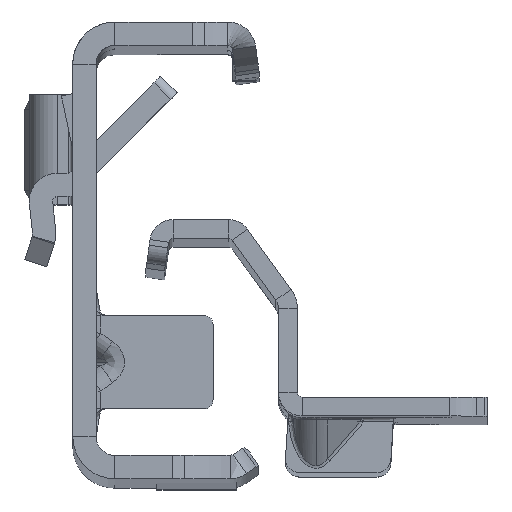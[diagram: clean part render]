
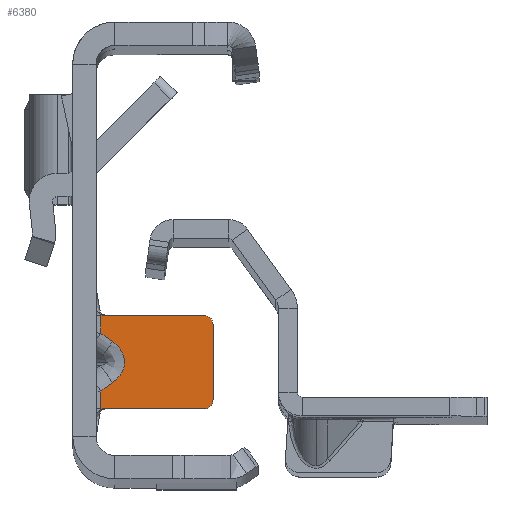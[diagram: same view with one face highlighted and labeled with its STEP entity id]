
A CAD part, top view. The second image highlights one B-rep face of the part: STEP entity #6380.
In plain terms, the highlighted planar face has unit normal (0, 0, 1).
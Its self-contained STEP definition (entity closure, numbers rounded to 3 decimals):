
#364 = LINE ( 'NONE', #6163, #5985 ) ;
#415 = CARTESIAN_POINT ( 'NONE',  ( 2.624, -12.179, -541.5 ) ) ;
#635 = LINE ( 'NONE', #6450, #3688 ) ;
#818 = EDGE_CURVE ( 'NONE', #7554, #13095, #7045, .T. ) ;
#911 = CARTESIAN_POINT ( 'NONE',  ( 1.757, -8.408, -541.5 ) ) ;
#1377 = CARTESIAN_POINT ( 'NONE',  ( 12.5, -6.6, -541.5 ) ) ;
#1722 = ORIENTED_EDGE ( 'NONE', *, *, #11916, .T. ) ;
#1820 = DIRECTION ( 'NONE',  ( 0., -1., 0. ) ) ;
#1949 = CARTESIAN_POINT ( 'NONE',  ( 1.757, -12.792, -541.5 ) ) ;
#1953 = EDGE_CURVE ( 'NONE', #16859, #4637, #14481, .T. ) ;
#2153 = AXIS2_PLACEMENT_3D ( 'NONE', #12242, #16535, #18059 ) ;
#2191 = EDGE_CURVE ( 'NONE', #7173, #9870, #3578, .T. ) ;
#2210 = ORIENTED_EDGE ( 'NONE', *, *, #18512, .F. ) ;
#2347 = CARTESIAN_POINT ( 'NONE',  ( 0.5, 22.3, -541.5 ) ) ;
#2524 = ORIENTED_EDGE ( 'NONE', *, *, #1953, .T. ) ;
#2845 = ORIENTED_EDGE ( 'NONE', *, *, #18431, .T. ) ;
#3578 = LINE ( 'NONE', #8020, #11982 ) ;
#3688 = VECTOR ( 'NONE', #8151, 1000. ) ;
#3824 = AXIS2_PLACEMENT_3D ( 'NONE', #18060, #9035, #1820 ) ;
#3917 = VERTEX_POINT ( 'NONE', #10074 ) ;
#4072 =( BOUNDED_CURVE ( )  B_SPLINE_CURVE ( 3, ( #9847, #12779, #5374, #911 ),
 .UNSPECIFIED., .F., .F. ) 
 B_SPLINE_CURVE_WITH_KNOTS ( ( 4, 4 ),
 ( 2.356, 3.927 ),
 .UNSPECIFIED. ) 
 CURVE ( )  GEOMETRIC_REPRESENTATION_ITEM ( )  RATIONAL_B_SPLINE_CURVE ( ( 1., 0.805, 0.805, 1. ) ) 
 REPRESENTATION_ITEM ( '' )  );
#4178 = EDGE_LOOP ( 'NONE', ( #13327, #8367, #11658, #8117, #9378, #1722, #2845, #2524, #12073, #15570, #13416, #2210 ) ) ;
#4328 = EDGE_CURVE ( 'NONE', #10959, #12322, #12003, .T. ) ;
#4637 = VERTEX_POINT ( 'NONE', #9738 ) ;
#5022 = CARTESIAN_POINT ( 'NONE',  ( -1.826, -5.6, -541.5 ) ) ;
#5374 = CARTESIAN_POINT ( 'NONE',  ( 3.573, -9.692, -541.5 ) ) ;
#5749 = VERTEX_POINT ( 'NONE', #6624 ) ;
#5787 = DIRECTION ( 'NONE',  ( -1., 0., 0. ) ) ;
#5881 = CARTESIAN_POINT ( 'NONE',  ( 1.367, -8.131, -541.5 ) ) ;
#5985 = VECTOR ( 'NONE', #14888, 1000. ) ;
#6163 = CARTESIAN_POINT ( 'NONE',  ( -1.826, -15.6, -541.5 ) ) ;
#6225 = CARTESIAN_POINT ( 'NONE',  ( 11.5, -5.6, -541.5 ) ) ;
#6245 = VECTOR ( 'NONE', #9256, 1000. ) ;
#6290 = VECTOR ( 'NONE', #18597, 1000. ) ;
#6380 = ADVANCED_FACE ( 'NONE', ( #13592 ), #6388, .F. ) ;
#6388 = PLANE ( 'NONE',  #9005 ) ;
#6450 = CARTESIAN_POINT ( 'NONE',  ( 0.5, 22.3, -541.5 ) ) ;
#6624 = CARTESIAN_POINT ( 'NONE',  ( 1.757, -8.408, -541.5 ) ) ;
#6832 = EDGE_CURVE ( 'NONE', #7173, #10959, #15346, .T. ) ;
#7045 = LINE ( 'NONE', #17382, #17816 ) ;
#7173 = VERTEX_POINT ( 'NONE', #13999 ) ;
#7232 = LINE ( 'NONE', #5881, #14447 ) ;
#7554 = VERTEX_POINT ( 'NONE', #10277 ) ;
#8020 = CARTESIAN_POINT ( 'NONE',  ( -1.826, -15.6, -541.5 ) ) ;
#8117 = ORIENTED_EDGE ( 'NONE', *, *, #6832, .F. ) ;
#8151 = DIRECTION ( 'NONE',  ( 0., 1., 0. ) ) ;
#8367 = ORIENTED_EDGE ( 'NONE', *, *, #17081, .F. ) ;
#8922 = DIRECTION ( 'NONE',  ( -0.816, 0.577, 0. ) ) ;
#9005 = AXIS2_PLACEMENT_3D ( 'NONE', #9317, #14907, #16453 ) ;
#9035 = DIRECTION ( 'NONE',  ( 0., 0., 1. ) ) ;
#9133 = LINE ( 'NONE', #5022, #11531 ) ;
#9170 = VERTEX_POINT ( 'NONE', #10378 ) ;
#9256 = DIRECTION ( 'NONE',  ( 0.816, 0.577, 0. ) ) ;
#9271 = EDGE_CURVE ( 'NONE', #11059, #7554, #9133, .T. ) ;
#9317 = CARTESIAN_POINT ( 'NONE',  ( -37.326, 22.3, -541.5 ) ) ;
#9378 = ORIENTED_EDGE ( 'NONE', *, *, #2191, .T. ) ;
#9738 = CARTESIAN_POINT ( 'NONE',  ( 12.5, -6.6, -541.5 ) ) ;
#9847 = CARTESIAN_POINT ( 'NONE',  ( 1.757, -12.792, -541.5 ) ) ;
#9870 = VERTEX_POINT ( 'NONE', #15898 ) ;
#9878 = VECTOR ( 'NONE', #13072, 1000. ) ;
#10074 = CARTESIAN_POINT ( 'NONE',  ( 0.5, -7.519, -541.5 ) ) ;
#10277 = CARTESIAN_POINT ( 'NONE',  ( 0.708, -5.6, -541.5 ) ) ;
#10354 = EDGE_CURVE ( 'NONE', #4637, #11059, #17166, .T. ) ;
#10378 = CARTESIAN_POINT ( 'NONE',  ( 11.5, -15.6, -541.5 ) ) ;
#10386 = CARTESIAN_POINT ( 'NONE',  ( 0.5, -5.6, -541.5 ) ) ;
#10959 = VERTEX_POINT ( 'NONE', #11739 ) ;
#11059 = VERTEX_POINT ( 'NONE', #6225 ) ;
#11531 = VECTOR ( 'NONE', #12156, 1000. ) ;
#11658 = ORIENTED_EDGE ( 'NONE', *, *, #4328, .F. ) ;
#11739 = CARTESIAN_POINT ( 'NONE',  ( 0.5, -13.681, -541.5 ) ) ;
#11790 = EDGE_CURVE ( 'NONE', #5749, #3917, #7232, .T. ) ;
#11916 = EDGE_CURVE ( 'NONE', #9870, #9170, #364, .T. ) ;
#11982 = VECTOR ( 'NONE', #12493, 1000. ) ;
#12003 = LINE ( 'NONE', #415, #6245 ) ;
#12073 = ORIENTED_EDGE ( 'NONE', *, *, #10354, .T. ) ;
#12156 = DIRECTION ( 'NONE',  ( -1., 0., 0. ) ) ;
#12242 = CARTESIAN_POINT ( 'NONE',  ( 11.5, -14.6, -541.5 ) ) ;
#12322 = VERTEX_POINT ( 'NONE', #1949 ) ;
#12493 = DIRECTION ( 'NONE',  ( 1., 0., 0. ) ) ;
#12779 = CARTESIAN_POINT ( 'NONE',  ( 3.573, -11.508, -541.5 ) ) ;
#13072 = DIRECTION ( 'NONE',  ( 0., 1., 0. ) ) ;
#13095 = VERTEX_POINT ( 'NONE', #10386 ) ;
#13157 = CARTESIAN_POINT ( 'NONE',  ( 12.5, -14.6, -541.5 ) ) ;
#13327 = ORIENTED_EDGE ( 'NONE', *, *, #11790, .F. ) ;
#13416 = ORIENTED_EDGE ( 'NONE', *, *, #818, .T. ) ;
#13592 = FACE_OUTER_BOUND ( 'NONE', #4178, .T. ) ;
#13999 = CARTESIAN_POINT ( 'NONE',  ( 0.5, -15.6, -541.5 ) ) ;
#14447 = VECTOR ( 'NONE', #8922, 1000. ) ;
#14481 = LINE ( 'NONE', #1377, #9878 ) ;
#14888 = DIRECTION ( 'NONE',  ( 1., 0., 0. ) ) ;
#14907 = DIRECTION ( 'NONE',  ( 0., 0., -1. ) ) ;
#15346 = LINE ( 'NONE', #2347, #6290 ) ;
#15570 = ORIENTED_EDGE ( 'NONE', *, *, #9271, .T. ) ;
#15898 = CARTESIAN_POINT ( 'NONE',  ( 0.708, -15.6, -541.5 ) ) ;
#16453 = DIRECTION ( 'NONE',  ( 0., 1., 0. ) ) ;
#16535 = DIRECTION ( 'NONE',  ( 0., 0., 1. ) ) ;
#16859 = VERTEX_POINT ( 'NONE', #13157 ) ;
#17081 = EDGE_CURVE ( 'NONE', #12322, #5749, #4072, .T. ) ;
#17166 = CIRCLE ( 'NONE', #3824, 1. ) ;
#17382 = CARTESIAN_POINT ( 'NONE',  ( -1.826, -5.6, -541.5 ) ) ;
#17816 = VECTOR ( 'NONE', #5787, 1000. ) ;
#17935 = CIRCLE ( 'NONE', #2153, 1. ) ;
#18059 = DIRECTION ( 'NONE',  ( 0., 1., 0. ) ) ;
#18060 = CARTESIAN_POINT ( 'NONE',  ( 11.5, -6.6, -541.5 ) ) ;
#18431 = EDGE_CURVE ( 'NONE', #9170, #16859, #17935, .T. ) ;
#18512 = EDGE_CURVE ( 'NONE', #3917, #13095, #635, .T. ) ;
#18597 = DIRECTION ( 'NONE',  ( 0., 1., 0. ) ) ;
